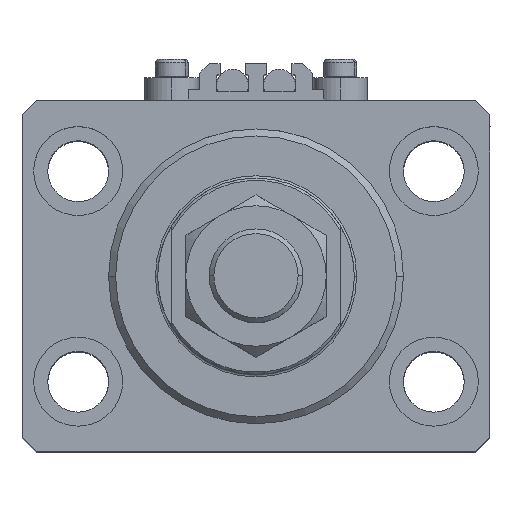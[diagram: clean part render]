
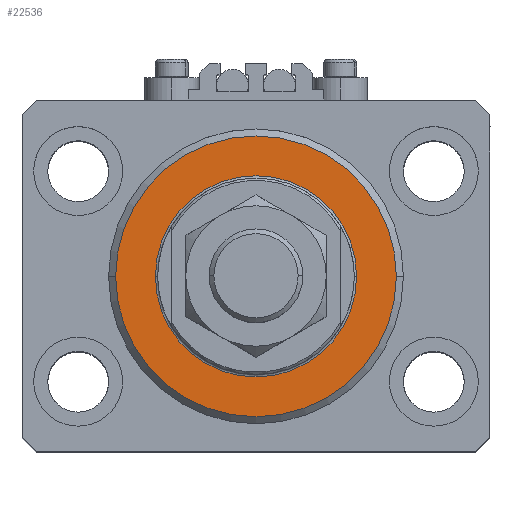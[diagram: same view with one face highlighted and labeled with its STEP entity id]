
A CAD part, top view. The second image highlights one B-rep face of the part: STEP entity #22536.
In plain terms, the highlighted face is planar.
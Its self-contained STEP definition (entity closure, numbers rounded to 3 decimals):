
#1854 = EDGE_CURVE ( 'NONE', #20764, #33061, #40419, .T. ) ;
#2558 = DIRECTION ( 'NONE',  ( 0., 0., -1. ) ) ;
#2855 = DIRECTION ( 'NONE',  ( 1., 0., 0. ) ) ;
#5474 = ORIENTED_EDGE ( 'NONE', *, *, #29960, .T. ) ;
#6201 = CARTESIAN_POINT ( 'NONE',  ( 0., 0., 0. ) ) ;
#9162 = DIRECTION ( 'NONE',  ( 0., 0., 1. ) ) ;
#10709 = AXIS2_PLACEMENT_3D ( 'NONE', #14469, #2558, #26890 ) ;
#11480 = EDGE_CURVE ( 'NONE', #30523, #36794, #13439, .T. ) ;
#11535 = CARTESIAN_POINT ( 'NONE',  ( -21.5, 0., 0. ) ) ;
#13439 = CIRCLE ( 'NONE', #20155, 21.5 ) ;
#14317 = CARTESIAN_POINT ( 'NONE',  ( -30., 0., 0. ) ) ;
#14469 = CARTESIAN_POINT ( 'NONE',  ( 0., 0., 0. ) ) ;
#15385 = CARTESIAN_POINT ( 'NONE',  ( 21.5, 0., 0. ) ) ;
#17943 = DIRECTION ( 'NONE',  ( 1., 0., 0. ) ) ;
#18375 = DIRECTION ( 'NONE',  ( 0., 0., -1. ) ) ;
#20155 = AXIS2_PLACEMENT_3D ( 'NONE', #21071, #9162, #30549 ) ;
#20764 = VERTEX_POINT ( 'NONE', #46579 ) ;
#21071 = CARTESIAN_POINT ( 'NONE',  ( 0., 0., 0. ) ) ;
#22080 = AXIS2_PLACEMENT_3D ( 'NONE', #23546, #18375, #2855 ) ;
#22504 = DIRECTION ( 'NONE',  ( 0., 0., 1. ) ) ;
#22536 = ADVANCED_FACE ( 'NONE', ( #25459, #49234 ), #49992, .F. ) ;
#23546 = CARTESIAN_POINT ( 'NONE',  ( 0., 0., 0. ) ) ;
#25459 = FACE_BOUND ( 'NONE', #34970, .T. ) ;
#26626 = AXIS2_PLACEMENT_3D ( 'NONE', #29603, #45362, #17943 ) ;
#26890 = DIRECTION ( 'NONE',  ( 1., 0., 0. ) ) ;
#29394 = CIRCLE ( 'NONE', #50844, 21.5 ) ;
#29603 = CARTESIAN_POINT ( 'NONE',  ( 0., 0., 0. ) ) ;
#29960 = EDGE_CURVE ( 'NONE', #36794, #30523, #29394, .T. ) ;
#30523 = VERTEX_POINT ( 'NONE', #15385 ) ;
#30549 = DIRECTION ( 'NONE',  ( 1., 0., 0. ) ) ;
#32513 = EDGE_CURVE ( 'NONE', #33061, #20764, #44361, .T. ) ;
#32658 = ORIENTED_EDGE ( 'NONE', *, *, #1854, .T. ) ;
#33061 = VERTEX_POINT ( 'NONE', #14317 ) ;
#33813 = EDGE_LOOP ( 'NONE', ( #32658, #44110 ) ) ;
#34654 = DIRECTION ( 'NONE',  ( 1., 0., 0. ) ) ;
#34970 = EDGE_LOOP ( 'NONE', ( #48247, #5474 ) ) ;
#36794 = VERTEX_POINT ( 'NONE', #11535 ) ;
#40419 = CIRCLE ( 'NONE', #10709, 30. ) ;
#44110 = ORIENTED_EDGE ( 'NONE', *, *, #32513, .T. ) ;
#44361 = CIRCLE ( 'NONE', #22080, 30. ) ;
#45362 = DIRECTION ( 'NONE',  ( 0., 0., 1. ) ) ;
#46579 = CARTESIAN_POINT ( 'NONE',  ( 30., 0., 0. ) ) ;
#48247 = ORIENTED_EDGE ( 'NONE', *, *, #11480, .T. ) ;
#49234 = FACE_OUTER_BOUND ( 'NONE', #33813, .T. ) ;
#49992 = PLANE ( 'NONE',  #26626 ) ;
#50844 = AXIS2_PLACEMENT_3D ( 'NONE', #6201, #22504, #34654 ) ;
